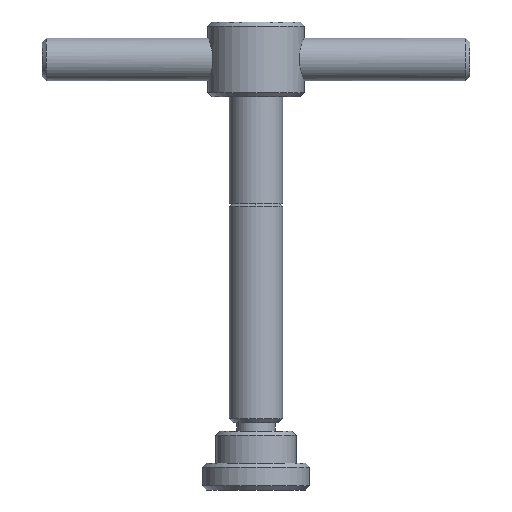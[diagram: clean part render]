
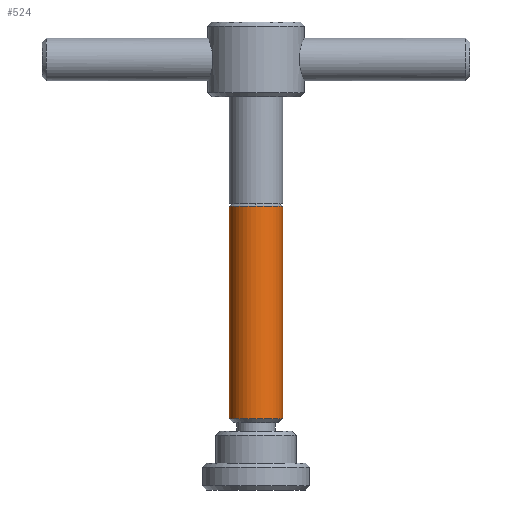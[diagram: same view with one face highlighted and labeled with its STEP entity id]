
A CAD part, front view. The second image highlights one B-rep face of the part: STEP entity #524.
In plain terms, the highlighted cylindrical face has radius 5 mm (diameter 10 mm), a partial arc.
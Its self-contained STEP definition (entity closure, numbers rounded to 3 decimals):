
#216=VERTEX_POINT('',#612);
#232=EDGE_CURVE('',#412,#424,#629,.T.);
#290=EDGE_CURVE('',#380,#216,#697,.T.);
#298=EDGE_CURVE('',#342,#412,#705,.T.);
#306=EDGE_CURVE('',#216,#342,#716,.T.);
#342=VERTEX_POINT('',#755);
#380=VERTEX_POINT('',#802);
#408=EDGE_CURVE('',#424,#380,#831,.T.);
#412=VERTEX_POINT('',#835);
#424=VERTEX_POINT('',#850);
#524=ADVANCED_FACE('',(#960),#961,.T.);
#612=CARTESIAN_POINT('',(0.,-5.,53.131));
#629=CIRCLE('',#1072,5.0);
#697=CIRCLE('',#1191,5.0);
#705=LINE('',#1203,#1204);
#716=CIRCLE('',#1216,5.0);
#755=CARTESIAN_POINT('',(-5.,0.,53.131));
#802=CARTESIAN_POINT('',(5.,0.,53.131));
#831=LINE('',#1394,#1395);
#835=CARTESIAN_POINT('',(-5.,0.,13.35));
#850=CARTESIAN_POINT('',(5.,0.,13.35));
#960=FACE_OUTER_BOUND('',#1615,.T.);
#961=CYLINDRICAL_SURFACE('',#1616,5.0);
#1072=AXIS2_PLACEMENT_3D('',#1754,#1755,#1756);
#1191=AXIS2_PLACEMENT_3D('',#1861,#1862,#1863);
#1203=CARTESIAN_POINT('',(-5.,0.,43.475));
#1204=VECTOR('',#1868,1.0);
#1216=AXIS2_PLACEMENT_3D('',#1893,#1894,#1895);
#1394=CARTESIAN_POINT('',(5.,0.,43.475));
#1395=VECTOR('',#2034,1.0);
#1615=EDGE_LOOP('',(#2183,#2184,#2185,#2186,#2187));
#1616=AXIS2_PLACEMENT_3D('',#2188,#2189,#2190);
#1754=CARTESIAN_POINT('',(0.,0.,13.35));
#1755=DIRECTION('',(0.,0.,1.0));
#1756=DIRECTION('',(1.0,0.,0.));
#1861=CARTESIAN_POINT('',(0.,0.,53.131));
#1862=DIRECTION('',(0.,0.,-1.0));
#1863=DIRECTION('',(1.0,0.,0.));
#1868=DIRECTION('',(0.,0.,-1.0));
#1893=CARTESIAN_POINT('',(0.,0.,53.131));
#1894=DIRECTION('',(0.,0.,-1.0));
#1895=DIRECTION('',(1.0,0.,0.));
#2034=DIRECTION('',(0.,0.,1.0));
#2183=ORIENTED_EDGE('',*,*,#408,.T.);
#2184=ORIENTED_EDGE('',*,*,#290,.T.);
#2185=ORIENTED_EDGE('',*,*,#306,.T.);
#2186=ORIENTED_EDGE('',*,*,#298,.T.);
#2187=ORIENTED_EDGE('',*,*,#232,.T.);
#2188=CARTESIAN_POINT('',(0.,0.,43.475));
#2189=DIRECTION('',(0.,0.,-1.0));
#2190=DIRECTION('',(1.0,0.,0.));
